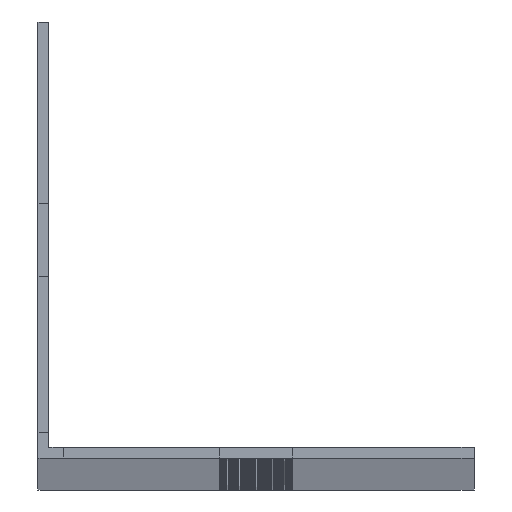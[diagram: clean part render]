
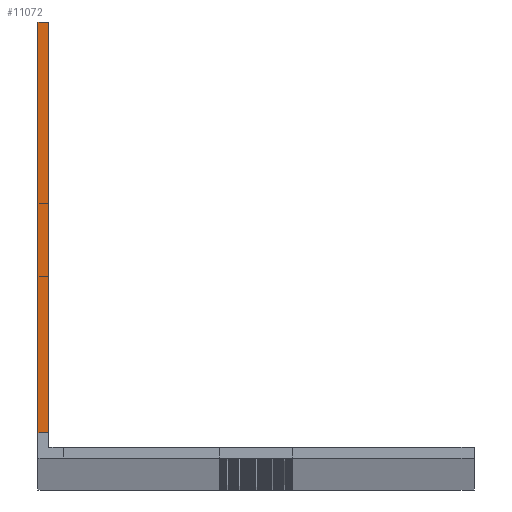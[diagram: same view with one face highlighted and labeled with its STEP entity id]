
A CAD part, top view. The second image highlights one B-rep face of the part: STEP entity #11072.
In plain terms, the highlighted planar face has unit normal (0, 0, 1).
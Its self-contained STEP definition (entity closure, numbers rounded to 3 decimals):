
#1277=FACE_OUTER_BOUND('',#1982,.T.);
#1982=EDGE_LOOP('',(#8734,#8735,#8736,#8737));
#2441=LINE('',#15982,#3479);
#3079=LINE('',#18015,#4117);
#3080=LINE('',#18017,#4118);
#3081=LINE('',#18018,#4119);
#3479=VECTOR('',#12769,2.66);
#4117=VECTOR('',#14671,10.);
#4118=VECTOR('',#14672,10.);
#4119=VECTOR('',#14673,2.66);
#4642=VERTEX_POINT('',#15979);
#4643=VERTEX_POINT('',#15981);
#5406=VERTEX_POINT('',#18014);
#5407=VERTEX_POINT('',#18016);
#5671=EDGE_CURVE('',#4642,#4643,#2441,.T.);
#6687=EDGE_CURVE('',#5406,#4643,#3079,.T.);
#6688=EDGE_CURVE('',#4642,#5407,#3080,.T.);
#6689=EDGE_CURVE('',#5407,#5406,#3081,.T.);
#8734=ORIENTED_EDGE('',*,*,#6687,.T.);
#8735=ORIENTED_EDGE('',*,*,#5671,.F.);
#8736=ORIENTED_EDGE('',*,*,#6688,.T.);
#8737=ORIENTED_EDGE('',*,*,#6689,.T.);
#10165=PLANE('',#12115);
#11072=ADVANCED_FACE('',(#1277),#10165,.T.);
#12115=AXIS2_PLACEMENT_3D('',#18013,#14669,#14670);
#12769=DIRECTION('',(0.,-1.,0.));
#14669=DIRECTION('center_axis',(0.,0.,1.));
#14670=DIRECTION('ref_axis',(1.,0.,0.));
#14671=DIRECTION('',(1.,0.,0.));
#14672=DIRECTION('',(-1.,0.,0.));
#14673=DIRECTION('',(0.,-1.,0.));
#15979=CARTESIAN_POINT('',(-58.5,60.,0.));
#15981=CARTESIAN_POINT('',(-58.5,3.5,0.));
#15982=CARTESIAN_POINT('',(-58.5,-4.857,0.));
#18013=CARTESIAN_POINT('Origin',(-60.,3.5,0.));
#18014=CARTESIAN_POINT('',(-60.,3.5,0.));
#18015=CARTESIAN_POINT('',(-58.83,3.5,0.));
#18016=CARTESIAN_POINT('',(-60.,60.,0.));
#18017=CARTESIAN_POINT('',(-58.5,60.,0.));
#18018=CARTESIAN_POINT('',(-60.,-4.857,0.));
